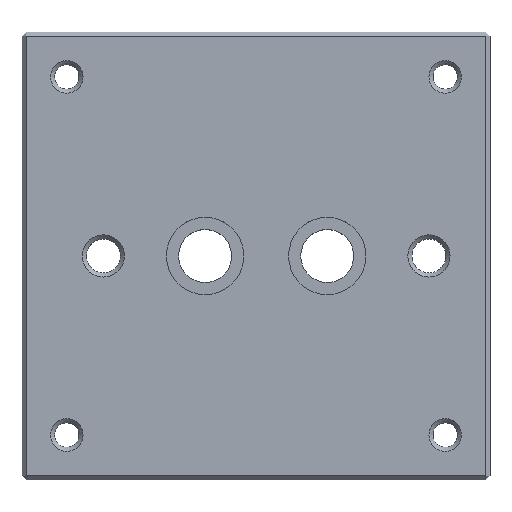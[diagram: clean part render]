
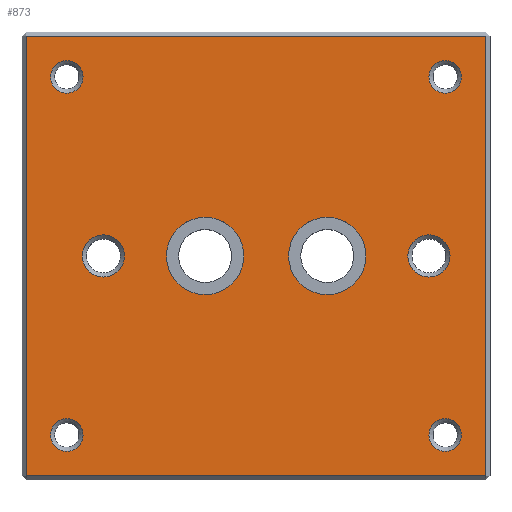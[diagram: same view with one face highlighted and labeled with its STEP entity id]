
A CAD part, top view. The second image highlights one B-rep face of the part: STEP entity #873.
In plain terms, the highlighted planar face has unit normal (0, 0, 1).
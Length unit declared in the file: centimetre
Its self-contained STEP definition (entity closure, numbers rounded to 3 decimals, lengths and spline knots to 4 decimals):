
#123=VECTOR('',#1335,1.);
#124=VECTOR('',#1336,1.);
#125=VECTOR('',#1337,1.);
#126=VECTOR('',#1338,1.);
#171=LINE('',#1107,#123);
#172=LINE('',#1110,#124);
#173=LINE('',#1112,#125);
#174=LINE('',#1114,#126);
#220=PLANE('',#959);
#276=VERTEX_POINT('',#1095);
#277=VERTEX_POINT('',#1098);
#278=VERTEX_POINT('',#1100);
#279=VERTEX_POINT('',#1102);
#280=VERTEX_POINT('',#1104);
#281=VERTEX_POINT('',#1106);
#282=VERTEX_POINT('',#1108);
#283=VERTEX_POINT('',#1109);
#284=VERTEX_POINT('',#1111);
#285=VERTEX_POINT('',#1113);
#286=VERTEX_POINT('',#1116);
#287=VERTEX_POINT('',#1118);
#339=CIRCLE('',#958,0.4);
#340=CIRCLE('',#960,0.4);
#341=CIRCLE('',#961,0.4);
#342=CIRCLE('',#962,0.5188);
#343=CIRCLE('',#963,0.95);
#344=CIRCLE('',#964,0.95);
#345=CIRCLE('',#965,0.5188);
#346=CIRCLE('',#966,0.4);
#386=EDGE_CURVE('',#276,#276,#339,.T.);
#387=EDGE_CURVE('',#277,#277,#340,.T.);
#388=EDGE_CURVE('',#278,#278,#341,.T.);
#389=EDGE_CURVE('',#279,#279,#342,.T.);
#390=EDGE_CURVE('',#280,#280,#343,.T.);
#391=EDGE_CURVE('',#281,#281,#344,.T.);
#392=EDGE_CURVE('',#282,#283,#171,.T.);
#393=EDGE_CURVE('',#284,#282,#172,.T.);
#394=EDGE_CURVE('',#285,#284,#173,.T.);
#395=EDGE_CURVE('',#283,#285,#174,.T.);
#396=EDGE_CURVE('',#286,#286,#345,.T.);
#397=EDGE_CURVE('',#287,#287,#346,.T.);
#495=ORIENTED_EDGE('',*,*,#387,.F.);
#496=ORIENTED_EDGE('',*,*,#388,.F.);
#497=ORIENTED_EDGE('',*,*,#389,.F.);
#498=ORIENTED_EDGE('',*,*,#390,.T.);
#499=ORIENTED_EDGE('',*,*,#391,.T.);
#500=ORIENTED_EDGE('',*,*,#392,.F.);
#501=ORIENTED_EDGE('',*,*,#393,.F.);
#502=ORIENTED_EDGE('',*,*,#394,.F.);
#503=ORIENTED_EDGE('',*,*,#395,.F.);
#504=ORIENTED_EDGE('',*,*,#396,.F.);
#505=ORIENTED_EDGE('',*,*,#397,.F.);
#506=ORIENTED_EDGE('',*,*,#386,.F.);
#674=EDGE_LOOP('',(#495));
#675=EDGE_LOOP('',(#496));
#676=EDGE_LOOP('',(#497));
#677=EDGE_LOOP('',(#498));
#678=EDGE_LOOP('',(#499));
#679=EDGE_LOOP('',(#500,#501,#502,#503));
#680=EDGE_LOOP('',(#504));
#681=EDGE_LOOP('',(#505));
#682=EDGE_LOOP('',(#506));
#786=FACE_BOUND('',#674,.T.);
#787=FACE_BOUND('',#675,.T.);
#788=FACE_BOUND('',#676,.T.);
#789=FACE_BOUND('',#677,.T.);
#790=FACE_BOUND('',#678,.T.);
#791=FACE_BOUND('',#679,.T.);
#792=FACE_BOUND('',#680,.T.);
#793=FACE_BOUND('',#681,.T.);
#794=FACE_BOUND('',#682,.T.);
#873=ADVANCED_FACE('',(#786,#787,#788,#789,#790,#791,#792,#793,#794),#220,
 .T.);
#958=AXIS2_PLACEMENT_3D('',#1094,#1322,#1323);
#959=AXIS2_PLACEMENT_3D('',#1096,#1324,$);
#960=AXIS2_PLACEMENT_3D('',#1097,#1325,#1326);
#961=AXIS2_PLACEMENT_3D('',#1099,#1327,#1328);
#962=AXIS2_PLACEMENT_3D('',#1101,#1329,#1330);
#963=AXIS2_PLACEMENT_3D('',#1103,#1331,#1332);
#964=AXIS2_PLACEMENT_3D('',#1105,#1333,#1334);
#965=AXIS2_PLACEMENT_3D('',#1115,#1339,#1340);
#966=AXIS2_PLACEMENT_3D('',#1117,#1341,#1342);
#1094=CARTESIAN_POINT('',(-4.9,-4.4,1.5));
#1095=CARTESIAN_POINT('',(-4.5,-4.4,1.5));
#1096=CARTESIAN_POINT('',(-0.25,0.,1.5));
#1097=CARTESIAN_POINT('',(4.4,-4.4,1.5));
#1098=CARTESIAN_POINT('',(4.8,-4.4,1.5));
#1099=CARTESIAN_POINT('',(-4.9,4.4,1.5));
#1100=CARTESIAN_POINT('',(-4.5,4.4,1.5));
#1101=CARTESIAN_POINT('',(4.,0.,1.5));
#1102=CARTESIAN_POINT('',(4.5188,0.,1.5));
#1103=CARTESIAN_POINT('',(1.5,0.,1.5));
#1104=CARTESIAN_POINT('',(2.45,0.,1.5));
#1105=CARTESIAN_POINT('',(-1.5,0.,1.5));
#1106=CARTESIAN_POINT('',(-0.55,0.,1.5));
#1107=CARTESIAN_POINT('',(-0.25,-5.4,1.5));
#1108=CARTESIAN_POINT('',(5.4,-5.4,1.5));
#1109=CARTESIAN_POINT('',(-5.9,-5.4,1.5));
#1110=CARTESIAN_POINT('',(5.4,0.,1.5));
#1111=CARTESIAN_POINT('',(5.4,5.4,1.5));
#1112=CARTESIAN_POINT('',(-0.25,5.4,1.5));
#1113=CARTESIAN_POINT('',(-5.9,5.4,1.5));
#1114=CARTESIAN_POINT('',(-5.9,0.,1.5));
#1115=CARTESIAN_POINT('',(-4.,0.,1.5));
#1116=CARTESIAN_POINT('',(-3.4812,0.,1.5));
#1117=CARTESIAN_POINT('',(4.4,4.4,1.5));
#1118=CARTESIAN_POINT('',(4.8,4.4,1.5));
#1322=DIRECTION('',(0.,0.,1.));
#1323=DIRECTION('',(-0.4,0.,0.));
#1324=DIRECTION('',(0.,0.,1.));
#1325=DIRECTION('',(0.,0.,1.));
#1326=DIRECTION('',(-0.4,0.,0.));
#1327=DIRECTION('',(0.,0.,1.));
#1328=DIRECTION('',(-0.4,0.,0.));
#1329=DIRECTION('',(0.,0.,1.));
#1330=DIRECTION('',(-0.519,0.,0.));
#1331=DIRECTION('',(0.,0.,-1.));
#1332=DIRECTION('',(0.95,0.,0.));
#1333=DIRECTION('',(0.,0.,-1.));
#1334=DIRECTION('',(0.95,0.,0.));
#1335=DIRECTION('',(-1.,0.,0.));
#1336=DIRECTION('',(0.,-1.,0.));
#1337=DIRECTION('',(1.,0.,0.));
#1338=DIRECTION('',(0.,1.,0.));
#1339=DIRECTION('',(0.,0.,1.));
#1340=DIRECTION('',(-0.519,0.,0.));
#1341=DIRECTION('',(0.,0.,1.));
#1342=DIRECTION('',(-0.4,0.,0.));
